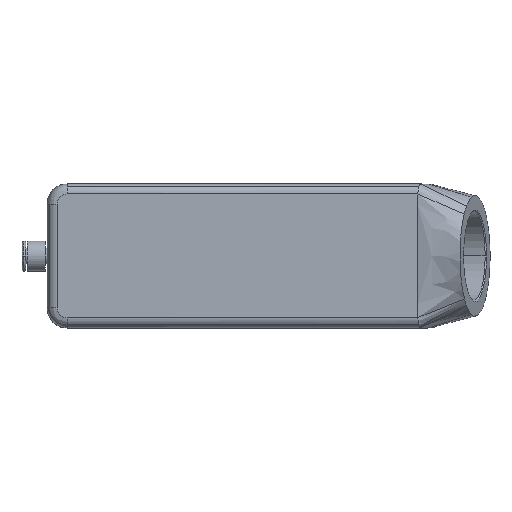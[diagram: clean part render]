
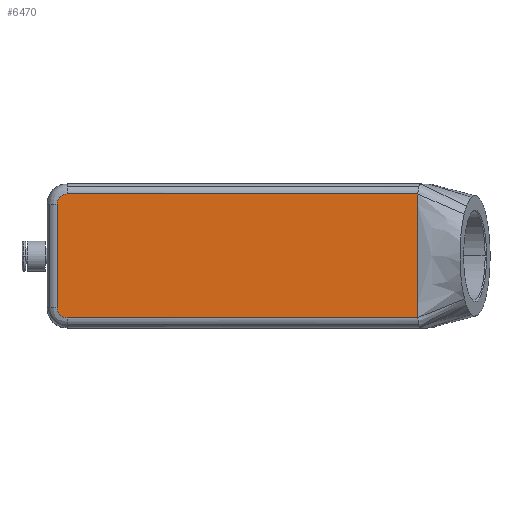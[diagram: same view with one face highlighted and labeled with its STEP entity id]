
A CAD part, top view. The second image highlights one B-rep face of the part: STEP entity #6470.
In plain terms, the highlighted planar face has unit normal (0, 0, 1).
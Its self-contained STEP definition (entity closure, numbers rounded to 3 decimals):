
#4185=CARTESIAN_POINT('',(-57.,-15.5,63.));
#4186=VERTEX_POINT('',#4185);
#4194=CARTESIAN_POINT('',(-57.,15.5,63.));
#4195=VERTEX_POINT('',#4194);
#4196=CARTESIAN_POINT('',(-57.,-15.5,63.));
#4197=DIRECTION('',(0.0,1.0,0.0));
#4198=VECTOR('',#4197,31.);
#4199=LINE('',#4196,#4198);
#4200=EDGE_CURVE('',#4186,#4195,#4199,.T.);
#5829=CARTESIAN_POINT('',(51.,18.5,63.0));
#5830=VERTEX_POINT('',#5829);
#5898=CARTESIAN_POINT('',(51.,15.155,63.0));
#5899=VERTEX_POINT('',#5898);
#5900=CARTESIAN_POINT('',(51.,15.155,63.0));
#5901=DIRECTION('',(0.0,1.0,0.0));
#5902=VECTOR('',#5901,3.345);
#5903=LINE('',#5900,#5902);
#5904=EDGE_CURVE('',#5899,#5830,#5903,.T.);
#5906=CARTESIAN_POINT('',(51.,-14.29,63.0));
#5907=VERTEX_POINT('',#5906);
#5908=CARTESIAN_POINT('',(51.,-14.29,63.0));
#5909=DIRECTION('',(0.0,1.0,0.0));
#5910=VECTOR('',#5909,29.445);
#5911=LINE('',#5908,#5910);
#5912=EDGE_CURVE('',#5907,#5899,#5911,.T.);
#5914=CARTESIAN_POINT('',(51.,-18.5,63.0));
#5915=VERTEX_POINT('',#5914);
#5916=CARTESIAN_POINT('',(51.,-18.5,63.0));
#5917=DIRECTION('',(0.0,1.0,0.0));
#5918=VECTOR('',#5917,4.21);
#5919=LINE('',#5916,#5918);
#5920=EDGE_CURVE('',#5915,#5907,#5919,.T.);
#6229=CARTESIAN_POINT('',(-54.,-18.5,63.));
#6230=VERTEX_POINT('',#6229);
#6231=CARTESIAN_POINT('',(51.,-18.5,63.0));
#6232=DIRECTION('',(-1.0,0.0,0.0));
#6233=VECTOR('',#6232,105.0);
#6234=LINE('',#6231,#6233);
#6235=EDGE_CURVE('',#5915,#6230,#6234,.T.);
#6320=CARTESIAN_POINT('',(-54.,-15.5,63.));
#6321=DIRECTION('',(0.,0.,-1.));
#6322=DIRECTION('',(-0.707,-0.707,0.));
#6323=AXIS2_PLACEMENT_3D('',#6320,#6321,#6322);
#6324=CIRCLE('',#6323,3.0);
#6325=EDGE_CURVE('',#6230,#4186,#6324,.T.);
#6408=CARTESIAN_POINT('',(-54.,18.5,63.));
#6409=VERTEX_POINT('',#6408);
#6428=CARTESIAN_POINT('',(-54.,15.5,63.));
#6429=DIRECTION('',(0.,0.,-1.));
#6430=DIRECTION('',(-0.707,0.707,0.));
#6431=AXIS2_PLACEMENT_3D('',#6428,#6429,#6430);
#6432=CIRCLE('',#6431,3.0);
#6433=EDGE_CURVE('',#4195,#6409,#6432,.T.);
#6445=CARTESIAN_POINT('',(-54.,18.5,63.));
#6446=DIRECTION('',(1.0,0.0,0.0));
#6447=VECTOR('',#6446,105.0);
#6448=LINE('',#6445,#6447);
#6449=EDGE_CURVE('',#6409,#5830,#6448,.T.);
#6455=CARTESIAN_POINT('',(51.,0.0,63.0));
#6456=DIRECTION('',(0.0,0.0,1.0));
#6457=DIRECTION('',(1.0,0.0,0.0));
#6458=AXIS2_PLACEMENT_3D('',#6455,#6456,#6457);
#6459=PLANE('',#6458);
#6460=ORIENTED_EDGE('',*,*,#6449,.F.);
#6461=ORIENTED_EDGE('',*,*,#6433,.F.);
#6462=ORIENTED_EDGE('',*,*,#4200,.F.);
#6463=ORIENTED_EDGE('',*,*,#6325,.F.);
#6464=ORIENTED_EDGE('',*,*,#6235,.F.);
#6465=ORIENTED_EDGE('',*,*,#5920,.T.);
#6466=ORIENTED_EDGE('',*,*,#5912,.T.);
#6467=ORIENTED_EDGE('',*,*,#5904,.T.);
#6468=EDGE_LOOP('',(#6460,#6461,#6462,#6463,#6464,#6465,#6466,#6467));
#6469=FACE_OUTER_BOUND('',#6468,.T.);
#6470=ADVANCED_FACE('',(#6469),#6459,.T.);
